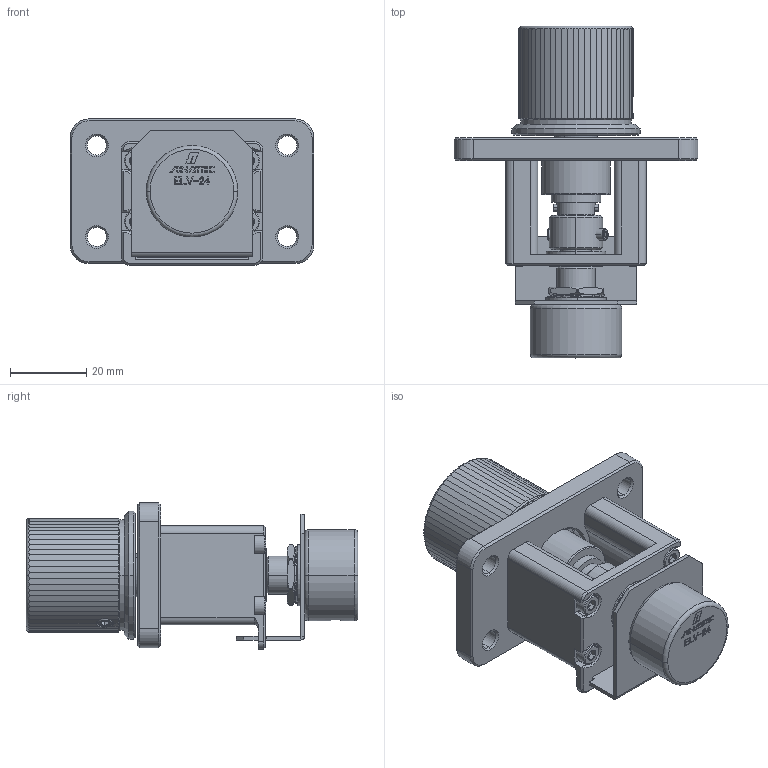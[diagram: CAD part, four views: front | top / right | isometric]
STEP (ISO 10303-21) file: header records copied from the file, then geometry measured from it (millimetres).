
FILE_DESCRIPTION (( 'STEP AP214' ), '1' );
FILE_NAME ('SVRE9 knob assembly mod (Threaded insert).step', '2023-04-25T23:10:33', ( '' ), ( '' ), 'SwSTEP 2.0', 'SolidWorks 2022', '' );
FILE_SCHEMA (( 'AUTOMOTIVE_DESIGN' ));
Length unit declared in the file: millimetre
Products named in the file (22): Shaft^SVRE9 knob assembly mod; Body^TLE1-618-5W_SVRE9 knob assembly mod; SVRE9 knob assembly mod (Threaded insert); SSHC-ST-M3-6_SSHC-ST-M3-6; Base^SVRE9 knob assembly mod; Shaft^ELV-24; ELV-24; FL676ZZ; Top plate^SVRE9 knob assembly mod_Threaded insert; Flat washer^ELV-24; Knob^SVRE9 knob assembly mod; Body^ELV-24; CSH-STN-M3-30_CSH-STN-M3-30; Nut^ELV-24; TLE1-618-5W^SVRE9 knob assembly mod; SSHC-ST-M4-12_SSHC-ST-M4-12; Shaft^TLE1-618-5W_SVRE9 knob assembly mod; Spacer top^SVRE9 knob assembly mod; MF148ZZ; Encoder bracket^SVRE9 knob assembly mod; M3 Threaded Insert^SVRE9 knob assembly mod; Wave washer 41010^ELV-24
Assembly tree (29 placements, depth 3):
  SVRE9 knob assembly mod (Threaded insert)
    Top plate^SVRE9 knob assembly mod_Threaded insert
    M3 Threaded Insert^SVRE9 knob assembly mod  x4
    FL676ZZ
    Spacer top^SVRE9 knob assembly mod
    Shaft^SVRE9 knob assembly mod
    TLE1-618-5W^SVRE9 knob assembly mod
      Body^TLE1-618-5W_SVRE9 knob assembly mod
      Shaft^TLE1-618-5W_SVRE9 knob assembly mod
    SSHC-ST-M3-6_SSHC-ST-M3-6  x2
    Base^SVRE9 knob assembly mod
    CSH-STN-M3-30_CSH-STN-M3-30  x4
    MF148ZZ
    Encoder bracket^SVRE9 knob assembly mod
    ELV-24
      Body^ELV-24
      Shaft^ELV-24
      Wave washer 41010^ELV-24
      Flat washer^ELV-24
      Nut^ELV-24
    Knob^SVRE9 knob assembly mod
    SSHC-ST-M4-12_SSHC-ST-M4-12  x2
Bounding box: 64 x 87.1 x 38.4 mm (x, y, z)
Volume: 59427 mm3; surface area: 32500.3 mm2
Topology: 27 solids, 27 shells, 1526 faces, 3901 edges, 2467 vertices
Faces by surface type: plane 513, cylinder 386, bspline 324, cone 259, torus 44
Entity records: 37172 total; most frequent: CARTESIAN_POINT 12059, ORIENTED_EDGE 5048, DIRECTION 4631, EDGE_CURVE 2524, AXIS2_PLACEMENT_3D 1692, VERTEX_POINT 1599, LINE 1247, VECTOR 1247
